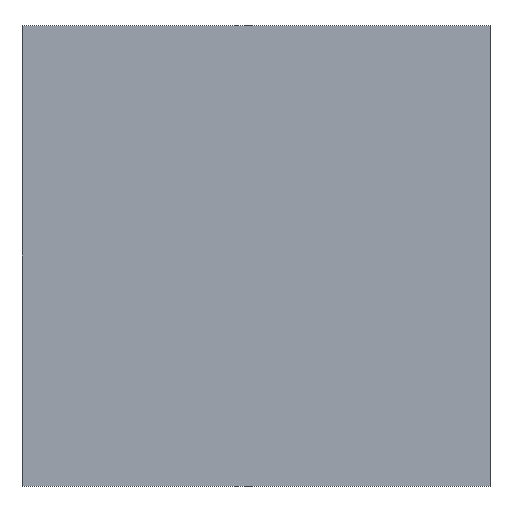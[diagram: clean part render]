
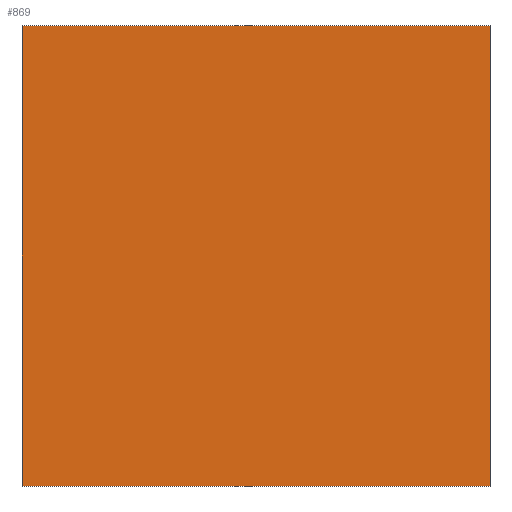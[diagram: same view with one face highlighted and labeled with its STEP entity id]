
A CAD part, front view. The second image highlights one B-rep face of the part: STEP entity #869.
In plain terms, the highlighted planar face has unit normal (0, -1, 0).
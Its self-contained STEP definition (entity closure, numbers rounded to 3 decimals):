
#152 = VECTOR ( 'NONE', #282, 1000. ) ;
#211 = CARTESIAN_POINT ( 'NONE',  ( 21., 0., 0. ) ) ;
#243 = CARTESIAN_POINT ( 'NONE',  ( -21., 0., 41.3 ) ) ;
#282 = DIRECTION ( 'NONE',  ( 0., 0., 1. ) ) ;
#318 = DIRECTION ( 'NONE',  ( 0., 0., -1. ) ) ;
#392 = LINE ( 'NONE', #1933, #152 ) ;
#420 = AXIS2_PLACEMENT_3D ( 'NONE', #1859, #1537, #1352 ) ;
#425 = VERTEX_POINT ( 'NONE', #243 ) ;
#429 = EDGE_CURVE ( 'NONE', #1323, #533, #392, .T. ) ;
#478 = CARTESIAN_POINT ( 'NONE',  ( 21., 0., 41.3 ) ) ;
#530 = EDGE_LOOP ( 'NONE', ( #1470, #1879, #1579, #555 ) ) ;
#533 = VERTEX_POINT ( 'NONE', #1783 ) ;
#555 = ORIENTED_EDGE ( 'NONE', *, *, #1032, .F. ) ;
#628 = PLANE ( 'NONE',  #420 ) ;
#658 = CARTESIAN_POINT ( 'NONE',  ( -21., 0., 40.022 ) ) ;
#707 = LINE ( 'NONE', #478, #1410 ) ;
#869 = ADVANCED_FACE ( 'NONE', ( #1642 ), #628, .T. ) ;
#930 = EDGE_CURVE ( 'NONE', #533, #425, #707, .T. ) ;
#1032 = EDGE_CURVE ( 'NONE', #1323, #1402, #1942, .T. ) ;
#1278 = LINE ( 'NONE', #658, #1771 ) ;
#1318 = DIRECTION ( 'NONE',  ( -1., 0., 0. ) ) ;
#1323 = VERTEX_POINT ( 'NONE', #1725 ) ;
#1352 = DIRECTION ( 'NONE',  ( 0., 0., -1. ) ) ;
#1402 = VERTEX_POINT ( 'NONE', #1431 ) ;
#1410 = VECTOR ( 'NONE', #1648, 1000. ) ;
#1431 = CARTESIAN_POINT ( 'NONE',  ( -21., 0., 0. ) ) ;
#1470 = ORIENTED_EDGE ( 'NONE', *, *, #429, .T. ) ;
#1511 = VECTOR ( 'NONE', #1318, 1000. ) ;
#1537 = DIRECTION ( 'NONE',  ( 0., -1., 0. ) ) ;
#1579 = ORIENTED_EDGE ( 'NONE', *, *, #1581, .T. ) ;
#1581 = EDGE_CURVE ( 'NONE', #425, #1402, #1278, .T. ) ;
#1642 = FACE_OUTER_BOUND ( 'NONE', #530, .T. ) ;
#1648 = DIRECTION ( 'NONE',  ( -1., 0., 0. ) ) ;
#1725 = CARTESIAN_POINT ( 'NONE',  ( 21., 0., 0. ) ) ;
#1771 = VECTOR ( 'NONE', #318, 1000. ) ;
#1783 = CARTESIAN_POINT ( 'NONE',  ( 21., 0., 41.3 ) ) ;
#1859 = CARTESIAN_POINT ( 'NONE',  ( 21., 0., 40.022 ) ) ;
#1879 = ORIENTED_EDGE ( 'NONE', *, *, #930, .T. ) ;
#1933 = CARTESIAN_POINT ( 'NONE',  ( 21., 0., 40.022 ) ) ;
#1942 = LINE ( 'NONE', #211, #1511 ) ;
